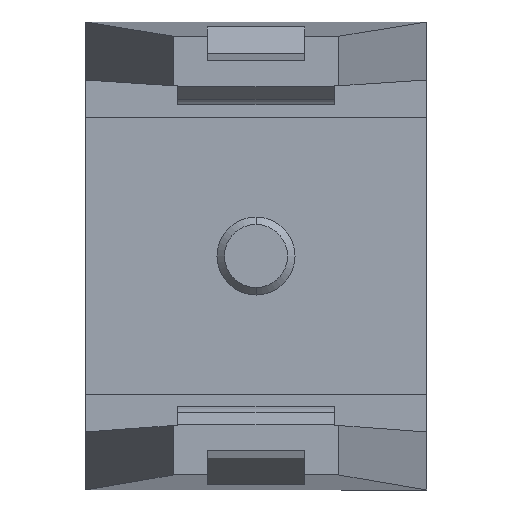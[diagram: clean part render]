
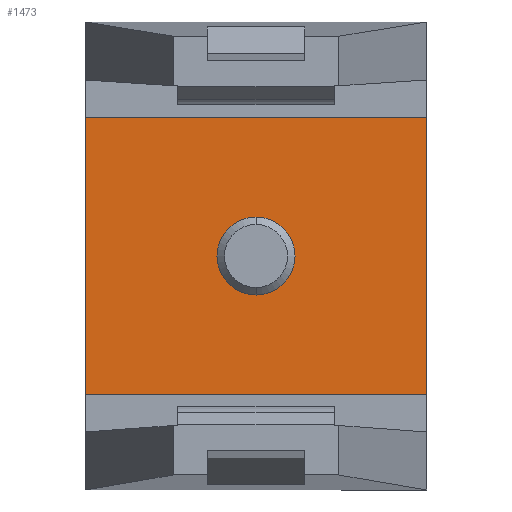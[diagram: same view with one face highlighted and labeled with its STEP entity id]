
A CAD part, top view. The second image highlights one B-rep face of the part: STEP entity #1473.
In plain terms, the highlighted planar face has unit normal (0, 0, 1).
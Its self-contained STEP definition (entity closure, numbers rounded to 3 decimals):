
#2 = DIRECTION ( 'NONE',  ( -1., 0., 0. ) ) ;
#19 = CARTESIAN_POINT ( 'NONE',  ( 0., 0., -2. ) ) ;
#54 = LINE ( 'NONE', #1765, #1600 ) ;
#246 = DIRECTION ( 'NONE',  ( 1., 0., 0. ) ) ;
#303 = CARTESIAN_POINT ( 'NONE',  ( -4., 0., -2. ) ) ;
#348 = LINE ( 'NONE', #1432, #1082 ) ;
#361 = VECTOR ( 'NONE', #3052, 1000. ) ;
#442 = VECTOR ( 'NONE', #1304, 1000. ) ;
#551 = FACE_OUTER_BOUND ( 'NONE', #1644, .T. ) ;
#705 = ORIENTED_EDGE ( 'NONE', *, *, #1879, .T. ) ;
#745 = PLANE ( 'NONE',  #848 ) ;
#752 = EDGE_CURVE ( 'NONE', #3130, #1418, #2738, .T. ) ;
#770 = EDGE_CURVE ( 'NONE', #1418, #2455, #1656, .T. ) ;
#848 = AXIS2_PLACEMENT_3D ( 'NONE', #2707, #1240, #1475 ) ;
#945 = CARTESIAN_POINT ( 'NONE',  ( -17.5, 14.25, -2. ) ) ;
#991 = ORIENTED_EDGE ( 'NONE', *, *, #770, .T. ) ;
#1082 = VECTOR ( 'NONE', #2, 1000. ) ;
#1209 = CARTESIAN_POINT ( 'NONE',  ( 17.5, -14.25, -2. ) ) ;
#1240 = DIRECTION ( 'NONE',  ( 0., 0., 1. ) ) ;
#1274 = ORIENTED_EDGE ( 'NONE', *, *, #752, .T. ) ;
#1304 = DIRECTION ( 'NONE',  ( 0., -1., 0. ) ) ;
#1341 = ORIENTED_EDGE ( 'NONE', *, *, #2006, .T. ) ;
#1418 = VERTEX_POINT ( 'NONE', #1456 ) ;
#1432 = CARTESIAN_POINT ( 'NONE',  ( -21., 14.25, -2. ) ) ;
#1456 = CARTESIAN_POINT ( 'NONE',  ( -17.5, -14.25, -2. ) ) ;
#1463 = DIRECTION ( 'NONE',  ( 1., 0., 0. ) ) ;
#1473 = ADVANCED_FACE ( 'NONE', ( #1927, #551 ), #745, .T. ) ;
#1475 = DIRECTION ( 'NONE',  ( 1., 0., 0. ) ) ;
#1484 = EDGE_LOOP ( 'NONE', ( #705, #1845 ) ) ;
#1489 = CIRCLE ( 'NONE', #2060, 4. ) ;
#1557 = VERTEX_POINT ( 'NONE', #303 ) ;
#1573 = CARTESIAN_POINT ( 'NONE',  ( -17.5, 0., -2. ) ) ;
#1600 = VECTOR ( 'NONE', #2217, 1000. ) ;
#1644 = EDGE_LOOP ( 'NONE', ( #991, #1341, #2396, #1274 ) ) ;
#1654 = AXIS2_PLACEMENT_3D ( 'NONE', #19, #2185, #1463 ) ;
#1656 = LINE ( 'NONE', #3045, #361 ) ;
#1676 = DIRECTION ( 'NONE',  ( 0., 0., -1. ) ) ;
#1696 = CARTESIAN_POINT ( 'NONE',  ( 0., 0., -2. ) ) ;
#1765 = CARTESIAN_POINT ( 'NONE',  ( 17.5, 0., -2. ) ) ;
#1814 = EDGE_CURVE ( 'NONE', #2871, #3130, #348, .T. ) ;
#1845 = ORIENTED_EDGE ( 'NONE', *, *, #2398, .T. ) ;
#1879 = EDGE_CURVE ( 'NONE', #3091, #1557, #2843, .T. ) ;
#1927 = FACE_BOUND ( 'NONE', #1484, .T. ) ;
#2006 = EDGE_CURVE ( 'NONE', #2455, #2871, #54, .T. ) ;
#2060 = AXIS2_PLACEMENT_3D ( 'NONE', #1696, #1676, #246 ) ;
#2093 = CARTESIAN_POINT ( 'NONE',  ( 17.5, 14.25, -2. ) ) ;
#2185 = DIRECTION ( 'NONE',  ( 0., 0., -1. ) ) ;
#2217 = DIRECTION ( 'NONE',  ( 0., 1., 0. ) ) ;
#2396 = ORIENTED_EDGE ( 'NONE', *, *, #1814, .T. ) ;
#2398 = EDGE_CURVE ( 'NONE', #1557, #3091, #1489, .T. ) ;
#2455 = VERTEX_POINT ( 'NONE', #1209 ) ;
#2707 = CARTESIAN_POINT ( 'NONE',  ( -21., 0., -2. ) ) ;
#2738 = LINE ( 'NONE', #1573, #442 ) ;
#2843 = CIRCLE ( 'NONE', #1654, 4. ) ;
#2871 = VERTEX_POINT ( 'NONE', #2093 ) ;
#2891 = CARTESIAN_POINT ( 'NONE',  ( 4., 0., -2. ) ) ;
#3045 = CARTESIAN_POINT ( 'NONE',  ( -21., -14.25, -2. ) ) ;
#3052 = DIRECTION ( 'NONE',  ( 1., 0., 0. ) ) ;
#3091 = VERTEX_POINT ( 'NONE', #2891 ) ;
#3130 = VERTEX_POINT ( 'NONE', #945 ) ;
